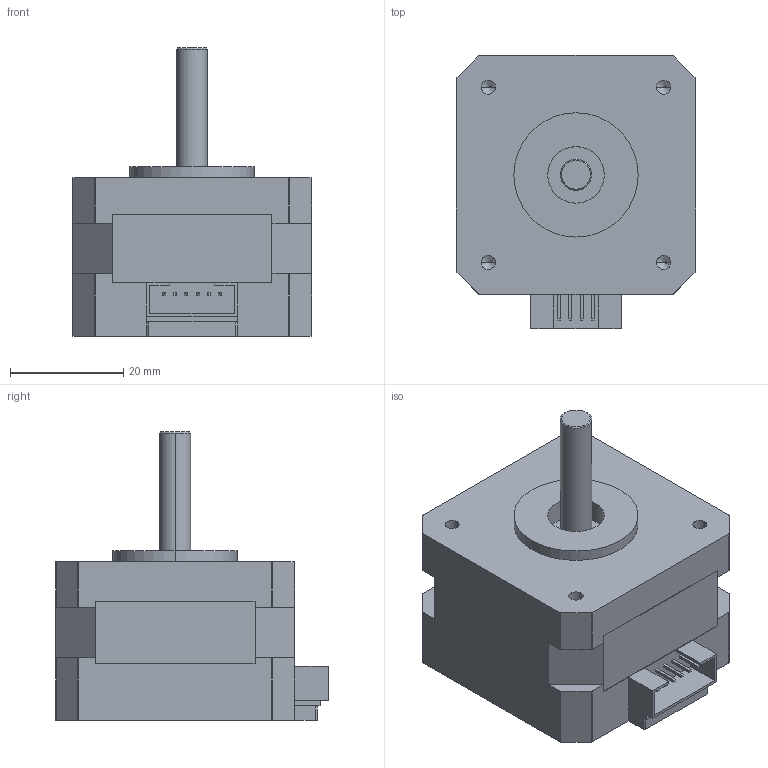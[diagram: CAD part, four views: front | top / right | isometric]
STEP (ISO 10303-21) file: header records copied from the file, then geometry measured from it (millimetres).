
FILE_DESCRIPTION (( 'STEP AP214' ), '1' );
FILE_NAME ('Stepper motor Nema 17 (17HS2408).STEP', '2017-07-24T18:32:55', ( '' ), ( '' ), 'SwSTEP 2.0', 'SolidWorks 2016', '' );
FILE_SCHEMA (( 'AUTOMOTIVE_DESIGN' ));
Length unit declared in the file: millimetre
Products named in the file (1): Stepper motor Nema 17 (17HS2408)
Bounding box: 42.3 x 48.3 x 51 mm (x, y, z)
Volume: 49201.6 mm3; surface area: 12858.1 mm2
Topology: 6 solids, 6 shells, 231 faces, 552 edges, 340 vertices
Faces by surface type: plane 159, cylinder 52, cone 20
Entity records: 8235 total; most frequent: DIRECTION 1108, CARTESIAN_POINT 1108, ORIENTED_EDGE 1072, EDGE_CURVE 536, VECTOR 428, LINE 428, AXIS2_PLACEMENT_3D 340, VERTEX_POINT 340
